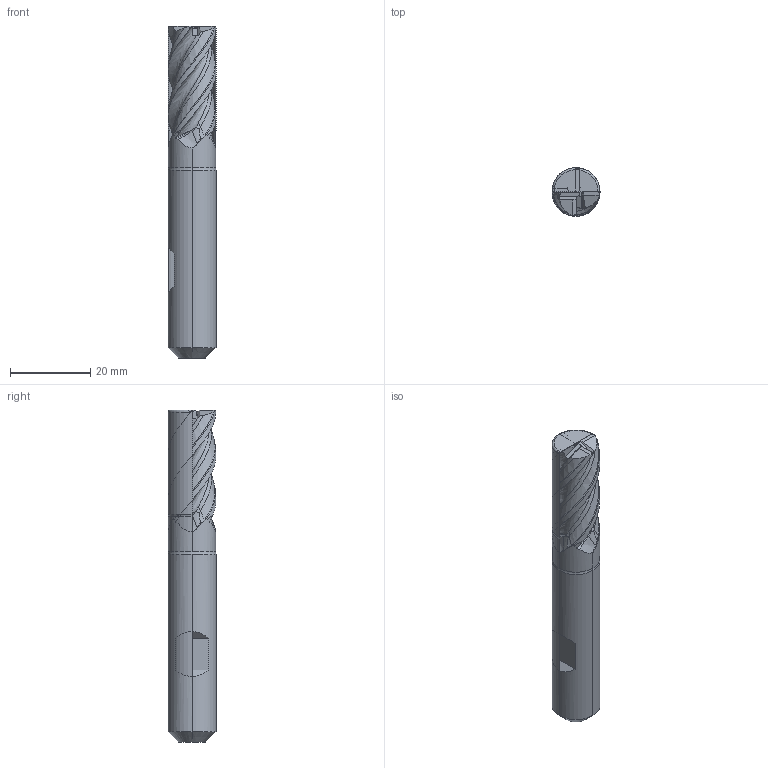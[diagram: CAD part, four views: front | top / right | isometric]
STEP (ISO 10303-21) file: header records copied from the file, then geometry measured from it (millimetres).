
FILE_DESCRIPTION((''),'2;1');
FILE_NAME('OPTIMILL_HARDENED_SCM_102_103','2024-05-23T10:30:27',('vigneshs'),(''),'CREO PARAMETRIC BY PTC INC, 2021184','CREO PARAMETRIC BY PTC INC, 2021184','');
FILE_SCHEMA(('AP242_MANAGED_MODEL_BASED_3D_ENGINEERING_MIM_LF { 1 0 10303 442 1 1 4 }'));
Length unit declared in the file: millimetre
Products named in the file (1): OPTIMILL_HARDENED_SCM_102_103
Bounding box: 12 x 12 x 83 mm (x, y, z)
Volume: 8070.1 mm3; surface area: 4964.7 mm2
Topology: 1 solids, 3 shells, 137 faces, 448 edges, 325 vertices
Faces by surface type: plane 40, cone 32, bspline 28, torus 20, cylinder 17
Entity records: 11791 total; most frequent: CARTESIAN_POINT 7195, ORIENTED_EDGE 756, DIRECTION 670, EDGE_CURVE 388, AXIS2_PLACEMENT_3D 275, B_SPLINE_CURVE_WITH_KNOTS 271, VERTEX_POINT 256, EDGE_LOOP 138
